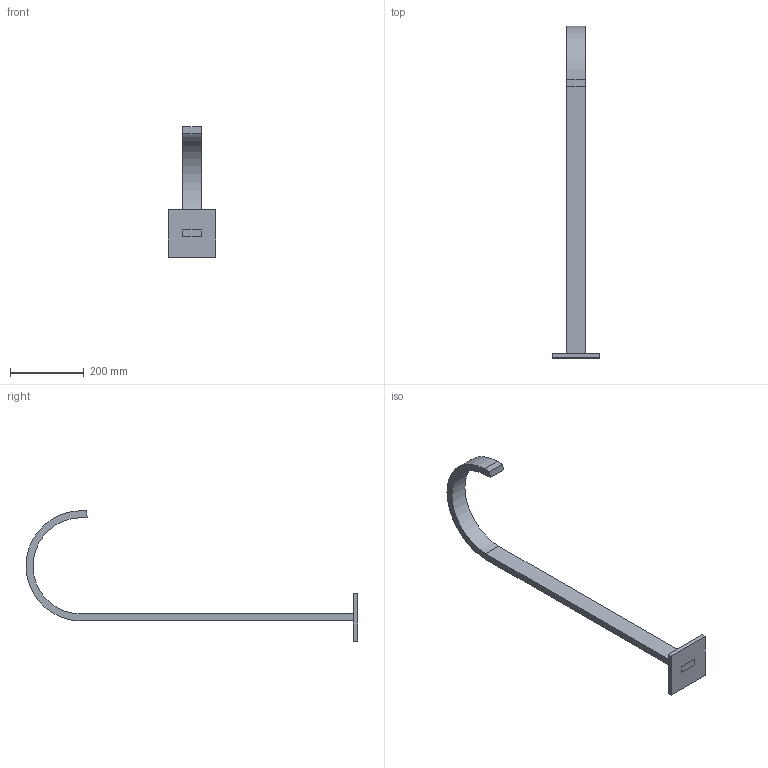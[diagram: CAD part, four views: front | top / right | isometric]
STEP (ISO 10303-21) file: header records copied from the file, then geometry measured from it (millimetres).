
FILE_DESCRIPTION (( 'STEP AP203' ), '1' );
FILE_NAME ('13672780-00.STEP', '2018-07-03T14:11:58', ( '' ), ( '' ), 'SwSTEP 2.0', 'SolidWorks 2017', '' );
FILE_SCHEMA (( 'CONFIG_CONTROL_DESIGN' ));
Length unit declared in the file: millimetre
Products named in the file (3): Planungsmodell_Auslauf-+-33.513.780-02_ _K3_50x19_896_R140; Planungsmodell_Abdeckung-+-33.543.780-01_ _K16_130x12,3x130; 13672780-00
Assembly tree (2 placements, depth 2):
  13672780-00
    Planungsmodell_Auslauf-+-33.513.780-02_ _K3_50x19_896_R140
    Planungsmodell_Abdeckung-+-33.543.780-01_ _K16_130x12,3x130
Bounding box: 130 x 900.98 x 355.13 mm (x, y, z)
Volume: 1354570 mm3; surface area: 208484.2 mm2
Topology: 2 solids, 2 shells, 28 faces, 64 edges, 36 vertices
Faces by surface type: plane 14, cylinder 10, sphere 4
Entity records: 1053 total; most frequent: DIRECTION 146, CARTESIAN_POINT 129, ORIENTED_EDGE 120, EDGE_CURVE 60, AXIS2_PLACEMENT_3D 53, VECTOR 40, LINE 40, VERTEX_POINT 36
